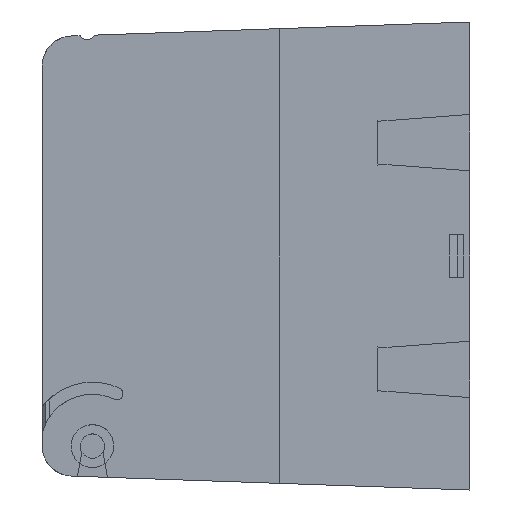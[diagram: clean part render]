
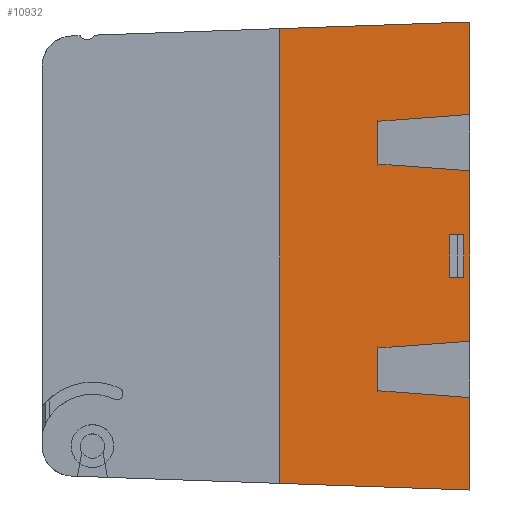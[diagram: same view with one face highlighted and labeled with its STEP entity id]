
A CAD part, left-side view. The second image highlights one B-rep face of the part: STEP entity #10932.
In plain terms, the highlighted planar face has unit normal (-1, 0, 0).
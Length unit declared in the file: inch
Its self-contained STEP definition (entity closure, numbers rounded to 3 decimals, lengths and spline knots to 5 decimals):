
#364 = EDGE_CURVE ( 'NONE', #64404, #7858, #9312, .T. ) ;
#560 = DIRECTION ( 'NONE',  ( 0., 0., -1. ) ) ;
#2704 = EDGE_CURVE ( 'NONE', #86598, #106005, #45553, .T. ) ;
#3077 = ORIENTED_EDGE ( 'NONE', *, *, #104643, .F. ) ;
#5196 = ORIENTED_EDGE ( 'NONE', *, *, #16521, .T. ) ;
#5620 = VECTOR ( 'NONE', #20988, 39.37008 ) ;
#6666 = VECTOR ( 'NONE', #43376, 39.37008 ) ;
#6669 = ORIENTED_EDGE ( 'NONE', *, *, #26472, .T. ) ;
#7858 = VERTEX_POINT ( 'NONE', #34822 ) ;
#8592 = LINE ( 'NONE', #49967, #93303 ) ;
#8757 = LINE ( 'NONE', #34209, #48492 ) ;
#9312 = LINE ( 'NONE', #85600, #6666 ) ;
#9363 = EDGE_CURVE ( 'NONE', #51686, #83062, #81599, .T. ) ;
#10509 = DIRECTION ( 'NONE',  ( 0., -0.997, 0.074 ) ) ;
#10932 = ADVANCED_FACE ( 'NONE', ( #85889, #63372 ), #14736, .T. ) ;
#11914 = DIRECTION ( 'NONE',  ( 0., -1., 0. ) ) ;
#12649 = EDGE_CURVE ( 'NONE', #19648, #76766, #77833, .T. ) ;
#12893 = VERTEX_POINT ( 'NONE', #79697 ) ;
#12999 = CARTESIAN_POINT ( 'NONE',  ( -2.325, 0.04, 0.14 ) ) ;
#13031 = ORIENTED_EDGE ( 'NONE', *, *, #44079, .F. ) ;
#13706 = VERTEX_POINT ( 'NONE', #52495 ) ;
#14736 = PLANE ( 'NONE',  #104675 ) ;
#15863 = CARTESIAN_POINT ( 'NONE',  ( -2.325, 0.04, -0.14 ) ) ;
#16473 = VERTEX_POINT ( 'NONE', #106931 ) ;
#16521 = EDGE_CURVE ( 'NONE', #13706, #69107, #104322, .T. ) ;
#16769 = VECTOR ( 'NONE', #10509, 39.37008 ) ;
#17298 = CARTESIAN_POINT ( 'NONE',  ( -2.325, 0., 1.4375 ) ) ;
#17849 = EDGE_CURVE ( 'NONE', #12893, #59630, #44091, .T. ) ;
#19648 = VERTEX_POINT ( 'NONE', #49103 ) ;
#20305 = CARTESIAN_POINT ( 'NONE',  ( -2.325, 0., 0.93 ) ) ;
#20435 = CARTESIAN_POINT ( 'NONE',  ( -2.325, 0.133, 0.14 ) ) ;
#20988 = DIRECTION ( 'NONE',  ( 0., 0., -1. ) ) ;
#21006 = VECTOR ( 'NONE', #560, 39.37008 ) ;
#21601 = CARTESIAN_POINT ( 'NONE',  ( -2.325, 0.62245, -0.88387 ) ) ;
#21650 = ORIENTED_EDGE ( 'NONE', *, *, #32499, .T. ) ;
#22909 = DIRECTION ( 'NONE',  ( 0., 0., -1. ) ) ;
#23950 = DIRECTION ( 'NONE',  ( -1., 0., 0. ) ) ;
#24941 = VERTEX_POINT ( 'NONE', #12999 ) ;
#26414 = CARTESIAN_POINT ( 'NONE',  ( -2.325, 0., -1.53756 ) ) ;
#26472 = EDGE_CURVE ( 'NONE', #76766, #24941, #71964, .T. ) ;
#26984 = VECTOR ( 'NONE', #11914, 39.37008 ) ;
#28786 = CARTESIAN_POINT ( 'NONE',  ( -2.325, 0., -0.93 ) ) ;
#28901 = CARTESIAN_POINT ( 'NONE',  ( -2.325, 0.604, -0.56 ) ) ;
#30794 = LINE ( 'NONE', #80255, #5620 ) ;
#32499 = EDGE_CURVE ( 'NONE', #38085, #16473, #41647, .T. ) ;
#32509 = VECTOR ( 'NONE', #22909, 39.37008 ) ;
#33021 = VECTOR ( 'NONE', #87202, 39.37008 ) ;
#33334 = ORIENTED_EDGE ( 'NONE', *, *, #97943, .F. ) ;
#34209 = CARTESIAN_POINT ( 'NONE',  ( -2.325, 0.133, -0.14 ) ) ;
#34822 = CARTESIAN_POINT ( 'NONE',  ( -2.325, 1.25, -1.49391 ) ) ;
#35673 = CARTESIAN_POINT ( 'NONE',  ( -2.325, 0., 1.53756 ) ) ;
#35698 = LINE ( 'NONE', #45021, #33021 ) ;
#37433 = DIRECTION ( 'NONE',  ( 0., 0., 1. ) ) ;
#38085 = VERTEX_POINT ( 'NONE', #35673 ) ;
#39635 = ORIENTED_EDGE ( 'NONE', *, *, #12649, .T. ) ;
#40373 = CARTESIAN_POINT ( 'NONE',  ( -2.325, 0., 0.93 ) ) ;
#41647 = LINE ( 'NONE', #76908, #106489 ) ;
#41661 = EDGE_CURVE ( 'NONE', #59630, #64404, #30794, .T. ) ;
#43125 = EDGE_LOOP ( 'NONE', ( #80194, #13031, #68948, #109037, #5196, #3077, #21650, #33334, #52330, #108197, #63108, #48738 ) ) ;
#43376 = DIRECTION ( 'NONE',  ( 0., 0.999, 0.035 ) ) ;
#43445 = CARTESIAN_POINT ( 'NONE',  ( -2.325, 0.133, -0.14 ) ) ;
#43607 = DIRECTION ( 'NONE',  ( 0., 0.999, -0.035 ) ) ;
#43877 = EDGE_CURVE ( 'NONE', #86598, #13706, #35698, .T. ) ;
#44079 = EDGE_CURVE ( 'NONE', #106005, #83062, #66042, .T. ) ;
#44091 = LINE ( 'NONE', #21601, #63957 ) ;
#45021 = CARTESIAN_POINT ( 'NONE',  ( -2.325, 0.604, 0.56 ) ) ;
#45553 = LINE ( 'NONE', #73851, #90576 ) ;
#47000 = CARTESIAN_POINT ( 'NONE',  ( -2.325, 0., 1.4375 ) ) ;
#47726 = ORIENTED_EDGE ( 'NONE', *, *, #63636, .F. ) ;
#48492 = VECTOR ( 'NONE', #59776, 39.37008 ) ;
#48738 = ORIENTED_EDGE ( 'NONE', *, *, #104484, .T. ) ;
#49103 = CARTESIAN_POINT ( 'NONE',  ( -2.325, 0.133, -0.14 ) ) ;
#49967 = CARTESIAN_POINT ( 'NONE',  ( -2.325, 1.25, -0.5 ) ) ;
#50326 = CARTESIAN_POINT ( 'NONE',  ( -2.325, 0.604, 0.60477 ) ) ;
#51150 = CARTESIAN_POINT ( 'NONE',  ( -2.325, 0.04, -0.14 ) ) ;
#51686 = VERTEX_POINT ( 'NONE', #86158 ) ;
#52330 = ORIENTED_EDGE ( 'NONE', *, *, #364, .F. ) ;
#52495 = CARTESIAN_POINT ( 'NONE',  ( -2.325, 0.604, 0.88523 ) ) ;
#53217 = CARTESIAN_POINT ( 'NONE',  ( -2.325, 0.133, 0.14 ) ) ;
#55045 = LINE ( 'NONE', #47000, #32509 ) ;
#55330 = VECTOR ( 'NONE', #68953, 39.37008 ) ;
#57377 = DIRECTION ( 'NONE',  ( 0., -0.997, 0.074 ) ) ;
#59070 = LINE ( 'NONE', #28901, #78921 ) ;
#59630 = VERTEX_POINT ( 'NONE', #28786 ) ;
#59776 = DIRECTION ( 'NONE',  ( 0., -1., 0. ) ) ;
#60238 = ORIENTED_EDGE ( 'NONE', *, *, #81895, .F. ) ;
#60248 = VERTEX_POINT ( 'NONE', #51150 ) ;
#61229 = CARTESIAN_POINT ( 'NONE',  ( -2.325, 0., -0.56 ) ) ;
#63108 = ORIENTED_EDGE ( 'NONE', *, *, #17849, .F. ) ;
#63372 = FACE_BOUND ( 'NONE', #102604, .T. ) ;
#63636 = EDGE_CURVE ( 'NONE', #60248, #24941, #68329, .T. ) ;
#63957 = VECTOR ( 'NONE', #72294, 39.37008 ) ;
#64404 = VERTEX_POINT ( 'NONE', #26414 ) ;
#66042 = LINE ( 'NONE', #17298, #21006 ) ;
#68329 = LINE ( 'NONE', #15863, #88214 ) ;
#68948 = ORIENTED_EDGE ( 'NONE', *, *, #2704, .F. ) ;
#68953 = DIRECTION ( 'NONE',  ( 0., 0., 1. ) ) ;
#69107 = VERTEX_POINT ( 'NONE', #20305 ) ;
#71688 = CARTESIAN_POINT ( 'NONE',  ( -2.325, 0., -0.56 ) ) ;
#71964 = LINE ( 'NONE', #20435, #26984 ) ;
#72294 = DIRECTION ( 'NONE',  ( 0., -0.997, -0.074 ) ) ;
#72362 = CARTESIAN_POINT ( 'NONE',  ( -2.325, 0., 0.56 ) ) ;
#73851 = CARTESIAN_POINT ( 'NONE',  ( -2.325, 0.51262, 0.59799 ) ) ;
#74658 = CARTESIAN_POINT ( 'NONE',  ( -2.325, 0.594, -0.5 ) ) ;
#75029 = DIRECTION ( 'NONE',  ( 0., 0., 1. ) ) ;
#76766 = VERTEX_POINT ( 'NONE', #53217 ) ;
#76908 = CARTESIAN_POINT ( 'NONE',  ( -2.325, 1.1485, 1.49745 ) ) ;
#77833 = LINE ( 'NONE', #43445, #55330 ) ;
#78921 = VECTOR ( 'NONE', #37433, 39.37008 ) ;
#79697 = CARTESIAN_POINT ( 'NONE',  ( -2.325, 0.604, -0.88523 ) ) ;
#80194 = ORIENTED_EDGE ( 'NONE', *, *, #9363, .T. ) ;
#80255 = CARTESIAN_POINT ( 'NONE',  ( -2.325, 0., 1.4375 ) ) ;
#81599 = LINE ( 'NONE', #61229, #16769 ) ;
#81895 = EDGE_CURVE ( 'NONE', #19648, #60248, #8757, .T. ) ;
#83062 = VERTEX_POINT ( 'NONE', #71688 ) ;
#83219 = DIRECTION ( 'NONE',  ( 0., 0., 1. ) ) ;
#85600 = CARTESIAN_POINT ( 'NONE',  ( -2.325, 1.1485, -1.49745 ) ) ;
#85889 = FACE_OUTER_BOUND ( 'NONE', #43125, .T. ) ;
#86158 = CARTESIAN_POINT ( 'NONE',  ( -2.325, 0.604, -0.60477 ) ) ;
#86598 = VERTEX_POINT ( 'NONE', #50326 ) ;
#87202 = DIRECTION ( 'NONE',  ( 0., 0., 1. ) ) ;
#88214 = VECTOR ( 'NONE', #75029, 39.37008 ) ;
#90576 = VECTOR ( 'NONE', #99374, 39.37008 ) ;
#91785 = DIRECTION ( 'NONE',  ( 0., 0., 1. ) ) ;
#93303 = VECTOR ( 'NONE', #91785, 39.37008 ) ;
#97943 = EDGE_CURVE ( 'NONE', #7858, #16473, #8592, .T. ) ;
#99374 = DIRECTION ( 'NONE',  ( 0., -0.997, -0.074 ) ) ;
#101622 = VECTOR ( 'NONE', #57377, 39.37008 ) ;
#102604 = EDGE_LOOP ( 'NONE', ( #47726, #60238, #39635, #6669 ) ) ;
#104322 = LINE ( 'NONE', #40373, #101622 ) ;
#104484 = EDGE_CURVE ( 'NONE', #12893, #51686, #59070, .T. ) ;
#104643 = EDGE_CURVE ( 'NONE', #38085, #69107, #55045, .T. ) ;
#104675 = AXIS2_PLACEMENT_3D ( 'NONE', #74658, #23950, #83219 ) ;
#106005 = VERTEX_POINT ( 'NONE', #72362 ) ;
#106489 = VECTOR ( 'NONE', #43607, 39.37008 ) ;
#106931 = CARTESIAN_POINT ( 'NONE',  ( -2.325, 1.25, 1.49391 ) ) ;
#108197 = ORIENTED_EDGE ( 'NONE', *, *, #41661, .F. ) ;
#109037 = ORIENTED_EDGE ( 'NONE', *, *, #43877, .T. ) ;
